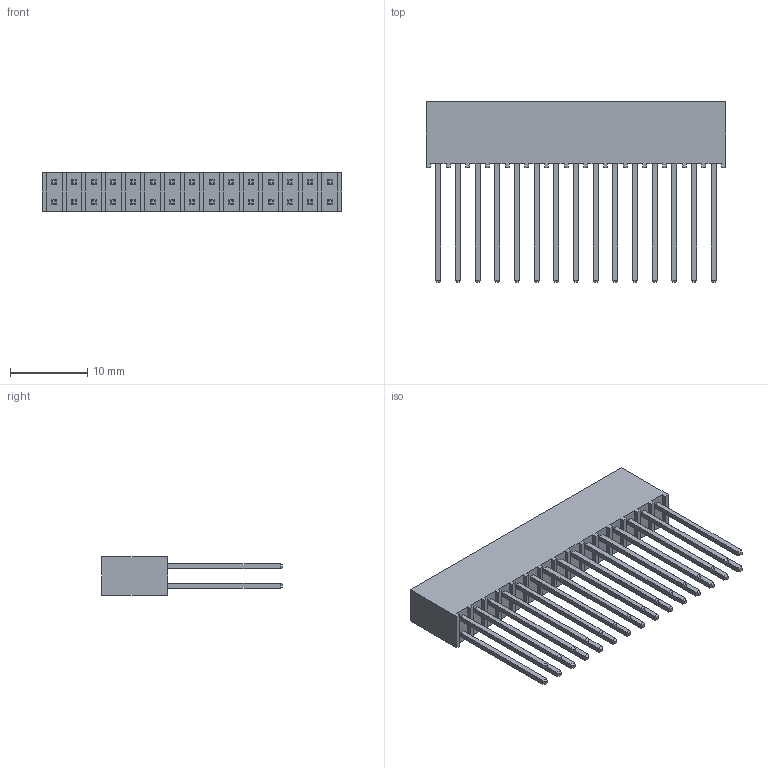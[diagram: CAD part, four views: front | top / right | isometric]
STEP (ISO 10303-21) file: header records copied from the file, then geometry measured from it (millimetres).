
FILE_DESCRIPTION(('STEP AP214'),'1');
FILE_NAME('ssq-115-04-f-d.stp','2025-05-26T15:11:31',('TraceParts'),('TraceParts S.A.'),'Spatial InterOp 3D',' ',' ');
FILE_SCHEMA(('AUTOMOTIVE_DESIGN { 1 0 10303 214 1 1 1 1 }'));
Length unit declared in the file: millimetre
Products named in the file (1): 1
Bounding box: 38.61 x 23.34 x 4.95 mm (x, y, z)
Volume: 1586.2 mm3; surface area: 3021.4 mm2
Topology: 1 solids, 1 shells, 606 faces, 1392 edges, 848 vertices
Faces by surface type: plane 606
Entity records: 21280 total; most frequent: CARTESIAN_POINT 2847, ORIENTED_EDGE 2784, DIRECTION 2606, EDGE_CURVE 1392, LINE 1392, VECTOR 1392, VERTEX_POINT 848, EDGE_LOOP 666
